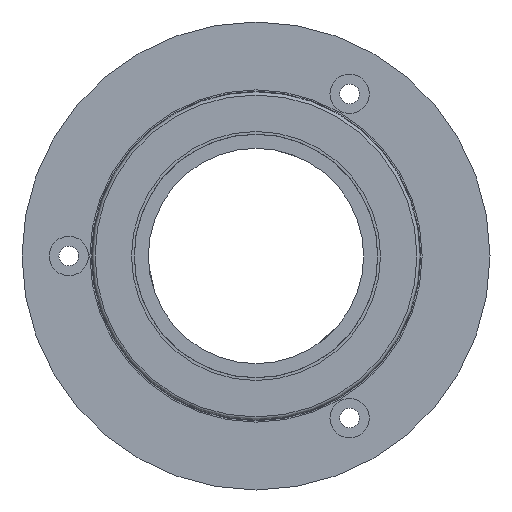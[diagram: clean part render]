
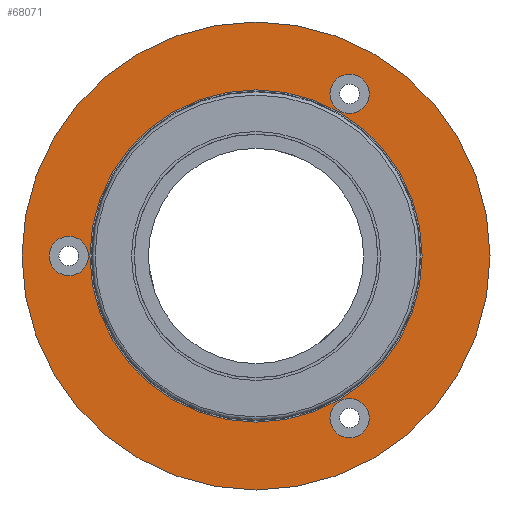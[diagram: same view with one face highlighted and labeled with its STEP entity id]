
A CAD part, left-side view. The second image highlights one B-rep face of the part: STEP entity #68071.
In plain terms, the highlighted planar face has unit normal (-1, 0, 0).
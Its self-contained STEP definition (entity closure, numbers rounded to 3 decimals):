
#3020 = CARTESIAN_POINT ( 'NONE',  ( 2.8, -7.9, -17.321 ) ) ;
#3720 = FACE_BOUND ( 'NONE', #66159, .T. ) ;
#3826 = EDGE_LOOP ( 'NONE', ( #10276 ) ) ;
#3850 = CARTESIAN_POINT ( 'NONE',  ( 2.8, -7.9, 17.321 ) ) ;
#4806 = DIRECTION ( 'NONE',  ( 1., 0., 0. ) ) ;
#4971 = ORIENTED_EDGE ( 'NONE', *, *, #34425, .T. ) ;
#9251 = CARTESIAN_POINT ( 'NONE',  ( 2.8, 22.1, 0. ) ) ;
#9940 = FACE_BOUND ( 'NONE', #28370, .T. ) ;
#10062 = VERTEX_POINT ( 'NONE', #3850 ) ;
#10276 = ORIENTED_EDGE ( 'NONE', *, *, #63329, .T. ) ;
#11549 = PLANE ( 'NONE',  #49587 ) ;
#12977 = EDGE_LOOP ( 'NONE', ( #4971 ) ) ;
#16126 = CARTESIAN_POINT ( 'NONE',  ( 2.8, 15., 0. ) ) ;
#16257 = VERTEX_POINT ( 'NONE', #22060 ) ;
#16528 = AXIS2_PLACEMENT_3D ( 'NONE', #75945, #4806, #61523 ) ;
#19005 = ORIENTED_EDGE ( 'NONE', *, *, #20060, .T. ) ;
#19007 = ORIENTED_EDGE ( 'NONE', *, *, #60051, .F. ) ;
#20060 = EDGE_CURVE ( 'NONE', #27473, #27473, #44288, .T. ) ;
#20179 = CARTESIAN_POINT ( 'NONE',  ( 2.8, -10., 17.321 ) ) ;
#22060 = CARTESIAN_POINT ( 'NONE',  ( 2.8, 25., 0. ) ) ;
#22203 = CIRCLE ( 'NONE', #35461, 25. ) ;
#25201 = CIRCLE ( 'NONE', #43682, 2.1 ) ;
#27473 = VERTEX_POINT ( 'NONE', #9251 ) ;
#28370 = EDGE_LOOP ( 'NONE', ( #55333 ) ) ;
#32336 = EDGE_CURVE ( 'NONE', #67149, #67149, #77817, .T. ) ;
#32775 = CARTESIAN_POINT ( 'NONE',  ( 2.8, 0., 0. ) ) ;
#34425 = EDGE_CURVE ( 'NONE', #35744, #35744, #35834, .T. ) ;
#35461 = AXIS2_PLACEMENT_3D ( 'NONE', #32775, #56787, #38170 ) ;
#35744 = VERTEX_POINT ( 'NONE', #53920 ) ;
#35834 = CIRCLE ( 'NONE', #52986, 15. ) ;
#38170 = DIRECTION ( 'NONE',  ( 0., 1., 0. ) ) ;
#41386 = DIRECTION ( 'NONE',  ( 0., -1., 0. ) ) ;
#43682 = AXIS2_PLACEMENT_3D ( 'NONE', #20179, #64077, #45023 ) ;
#44288 = CIRCLE ( 'NONE', #16528, 2.1 ) ;
#45023 = DIRECTION ( 'NONE',  ( 0., 1., 0. ) ) ;
#46278 = DIRECTION ( 'NONE',  ( 0., 1., 0. ) ) ;
#47090 = DIRECTION ( 'NONE',  ( 1., 0., 0. ) ) ;
#47564 = FACE_BOUND ( 'NONE', #12977, .T. ) ;
#48752 = AXIS2_PLACEMENT_3D ( 'NONE', #71924, #47090, #46278 ) ;
#49587 = AXIS2_PLACEMENT_3D ( 'NONE', #16126, #79413, #41386 ) ;
#52458 = CARTESIAN_POINT ( 'NONE',  ( 2.8, 0., 0. ) ) ;
#52986 = AXIS2_PLACEMENT_3D ( 'NONE', #52458, #72296, #77683 ) ;
#53920 = CARTESIAN_POINT ( 'NONE',  ( 2.8, 15., 0. ) ) ;
#55333 = ORIENTED_EDGE ( 'NONE', *, *, #32336, .T. ) ;
#56473 = EDGE_LOOP ( 'NONE', ( #19007 ) ) ;
#56787 = DIRECTION ( 'NONE',  ( 1., 0., 0. ) ) ;
#60051 = EDGE_CURVE ( 'NONE', #16257, #16257, #22203, .T. ) ;
#60419 = FACE_OUTER_BOUND ( 'NONE', #56473, .T. ) ;
#61523 = DIRECTION ( 'NONE',  ( 0., 1., 0. ) ) ;
#63329 = EDGE_CURVE ( 'NONE', #10062, #10062, #25201, .T. ) ;
#64077 = DIRECTION ( 'NONE',  ( 1., 0., 0. ) ) ;
#66159 = EDGE_LOOP ( 'NONE', ( #19005 ) ) ;
#67149 = VERTEX_POINT ( 'NONE', #3020 ) ;
#68071 = ADVANCED_FACE ( 'NONE', ( #3720, #9940, #68210, #47564, #60419 ), #11549, .T. ) ;
#68210 = FACE_BOUND ( 'NONE', #3826, .T. ) ;
#71924 = CARTESIAN_POINT ( 'NONE',  ( 2.8, -10., -17.321 ) ) ;
#72296 = DIRECTION ( 'NONE',  ( 1., 0., 0. ) ) ;
#75945 = CARTESIAN_POINT ( 'NONE',  ( 2.8, 20., 0. ) ) ;
#77683 = DIRECTION ( 'NONE',  ( 0., 1., 0. ) ) ;
#77817 = CIRCLE ( 'NONE', #48752, 2.1 ) ;
#79413 = DIRECTION ( 'NONE',  ( -1., 0., 0. ) ) ;
